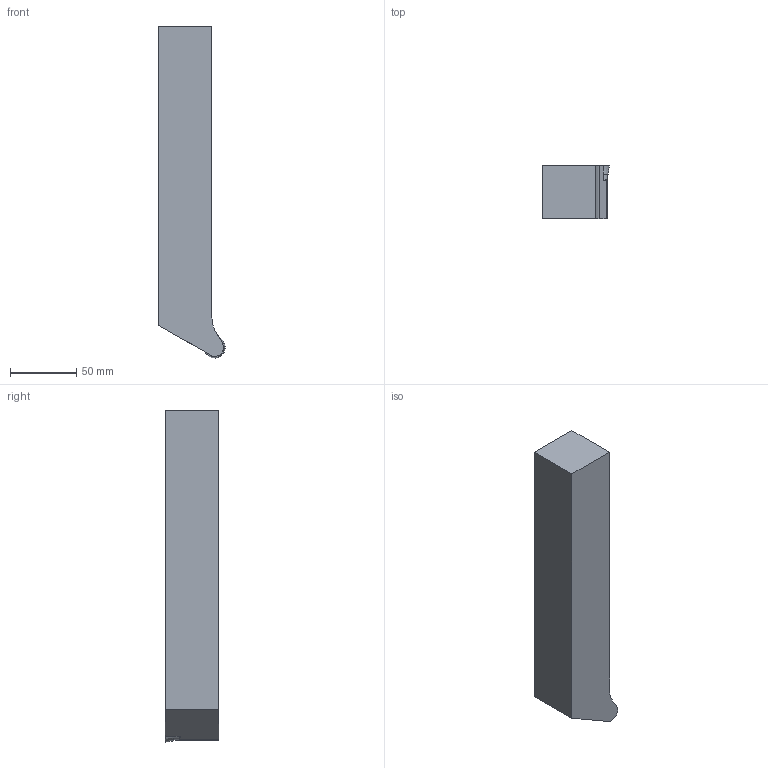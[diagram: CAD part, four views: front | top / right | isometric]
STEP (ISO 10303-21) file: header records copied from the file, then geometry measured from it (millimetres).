
FILE_DESCRIPTION(/* description */ (''),/* implementation_level */ '2;1');
FILE_NAME(/* name */ 'PRSCL4040S16_SIM.stp',/* time_stamp */ '2023-02-20T07:25:12+01:00',/* author */ (''),/* organization */ (''),/* preprocessor_version */ 'ST-DEVELOPER v16.7',/* originating_system */ 'SIEMENS PLM Software NX 12.0',/* authorisation */ '');
FILE_SCHEMA (('AUTOMOTIVE_DESIGN { 1 0 10303 214 3 1 1 1 }'));
Length unit declared in the file: millimetre
Products named in the file (1): kl620838BAE7d6yc
Bounding box: 50.08 x 40 x 250.08 mm (x, y, z)
Volume: 384287.3 mm3; surface area: 42972.6 mm2
Topology: 2 solids, 3 shells, 24 faces, 53 edges, 34 vertices
Faces by surface type: plane 13, cylinder 7, cone 4
Full cylindrical faces by diameter (mm): 3 x1, 5.4 x1, 6 x1, 13.55 x1
Entity records: 657 total; most frequent: DIRECTION 111, CARTESIAN_POINT 102, ORIENTED_EDGE 88, EDGE_CURVE 44, AXIS2_PLACEMENT_3D 42, EDGE_LOOP 35, VERTEX_POINT 33, LINE 27
